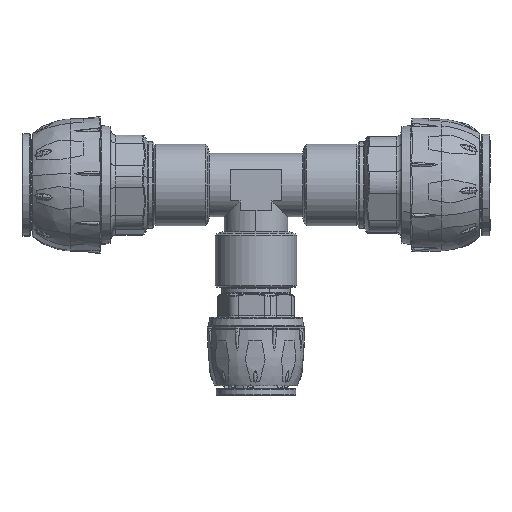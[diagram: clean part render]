
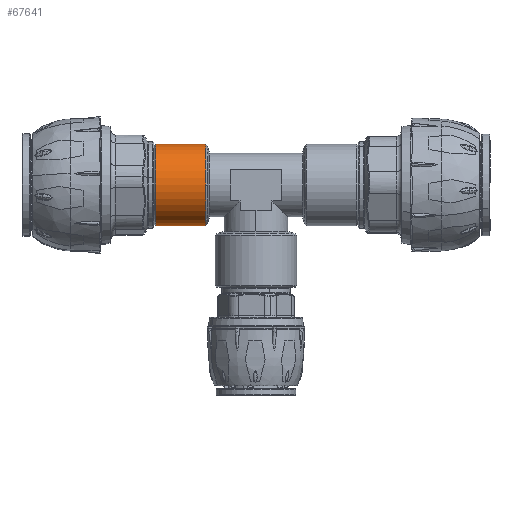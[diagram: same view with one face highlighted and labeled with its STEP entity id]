
A CAD part, front view. The second image highlights one B-rep face of the part: STEP entity #67641.
In plain terms, the highlighted cylindrical face has radius 12.75 mm (diameter 25.5 mm), a partial arc.
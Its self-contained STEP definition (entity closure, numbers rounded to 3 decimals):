
#5538 = DIRECTION ( 'NONE',  ( 1., 0., 0. ) ) ;
#5888 = LINE ( 'NONE', #157477, #16304 ) ;
#7663 = CARTESIAN_POINT ( 'NONE',  ( -85.233, -147.362, -5.104 ) ) ;
#11511 = ORIENTED_EDGE ( 'NONE', *, *, #136188, .T. ) ;
#13074 = VERTEX_POINT ( 'NONE', #105123 ) ;
#14582 = FACE_OUTER_BOUND ( 'NONE', #111067, .T. ) ;
#16304 = VECTOR ( 'NONE', #17505, 1000. ) ;
#16311 = ORIENTED_EDGE ( 'NONE', *, *, #145953, .T. ) ;
#17505 = DIRECTION ( 'NONE',  ( 1., 0., 0. ) ) ;
#18293 = VERTEX_POINT ( 'NONE', #30778 ) ;
#28466 = DIRECTION ( 'NONE',  ( 0., 0., 1. ) ) ;
#30778 = CARTESIAN_POINT ( 'NONE',  ( -69.445, -147.362, -5.104 ) ) ;
#31042 = DIRECTION ( 'NONE',  ( 0., 0., -1. ) ) ;
#32911 = DIRECTION ( 'NONE',  ( 0., 0., -1. ) ) ;
#37750 = CARTESIAN_POINT ( 'NONE',  ( -69.445, -147.362, -17.854 ) ) ;
#38950 = CIRCLE ( 'NONE', #52077, 12.75 ) ;
#39993 = AXIS2_PLACEMENT_3D ( 'NONE', #152974, #52445, #31042 ) ;
#45215 = CARTESIAN_POINT ( 'NONE',  ( -69.445, -147.362, -17.854 ) ) ;
#46609 = VERTEX_POINT ( 'NONE', #92041 ) ;
#47080 = ORIENTED_EDGE ( 'NONE', *, *, #136744, .T. ) ;
#52077 = AXIS2_PLACEMENT_3D ( 'NONE', #37750, #160541, #125121 ) ;
#52445 = DIRECTION ( 'NONE',  ( 1., 0., 0. ) ) ;
#56044 = AXIS2_PLACEMENT_3D ( 'NONE', #45215, #95588, #32911 ) ;
#58223 = EDGE_CURVE ( 'NONE', #151888, #116574, #122200, .T. ) ;
#61131 = VECTOR ( 'NONE', #5538, 1000. ) ;
#62938 = ORIENTED_EDGE ( 'NONE', *, *, #58223, .T. ) ;
#64894 = CYLINDRICAL_SURFACE ( 'NONE', #39993, 12.75 ) ;
#67641 = ADVANCED_FACE ( 'NONE', ( #14582 ), #64894, .T. ) ;
#91145 = EDGE_CURVE ( 'NONE', #151888, #18293, #5888, .T. ) ;
#92041 = CARTESIAN_POINT ( 'NONE',  ( -69.445, -160.112, -17.854 ) ) ;
#93571 = DIRECTION ( 'NONE',  ( 1., 0., 0. ) ) ;
#95588 = DIRECTION ( 'NONE',  ( -1., 0., 0. ) ) ;
#103734 = LINE ( 'NONE', #142335, #61131 ) ;
#105123 = CARTESIAN_POINT ( 'NONE',  ( -69.445, -147.362, -30.604 ) ) ;
#111067 = EDGE_LOOP ( 'NONE', ( #153666, #62938, #11511, #16311, #47080 ) ) ;
#111732 = AXIS2_PLACEMENT_3D ( 'NONE', #129747, #93571, #28466 ) ;
#116466 = CIRCLE ( 'NONE', #56044, 12.75 ) ;
#116574 = VERTEX_POINT ( 'NONE', #141004 ) ;
#122200 = CIRCLE ( 'NONE', #111732, 12.75 ) ;
#125121 = DIRECTION ( 'NONE',  ( 0., 0., -1. ) ) ;
#129747 = CARTESIAN_POINT ( 'NONE',  ( -85.233, -147.362, -17.854 ) ) ;
#136188 = EDGE_CURVE ( 'NONE', #116574, #13074, #103734, .T. ) ;
#136744 = EDGE_CURVE ( 'NONE', #46609, #18293, #116466, .T. ) ;
#141004 = CARTESIAN_POINT ( 'NONE',  ( -85.233, -147.362, -30.604 ) ) ;
#142335 = CARTESIAN_POINT ( 'NONE',  ( -85.733, -147.362, -30.604 ) ) ;
#145953 = EDGE_CURVE ( 'NONE', #13074, #46609, #38950, .T. ) ;
#151888 = VERTEX_POINT ( 'NONE', #7663 ) ;
#152974 = CARTESIAN_POINT ( 'NONE',  ( -85.733, -147.362, -17.854 ) ) ;
#153666 = ORIENTED_EDGE ( 'NONE', *, *, #91145, .F. ) ;
#157477 = CARTESIAN_POINT ( 'NONE',  ( -85.733, -147.362, -5.104 ) ) ;
#160541 = DIRECTION ( 'NONE',  ( -1., 0., 0. ) ) ;
